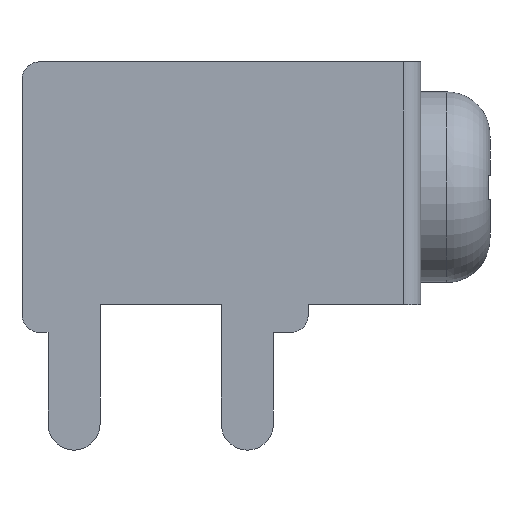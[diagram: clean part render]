
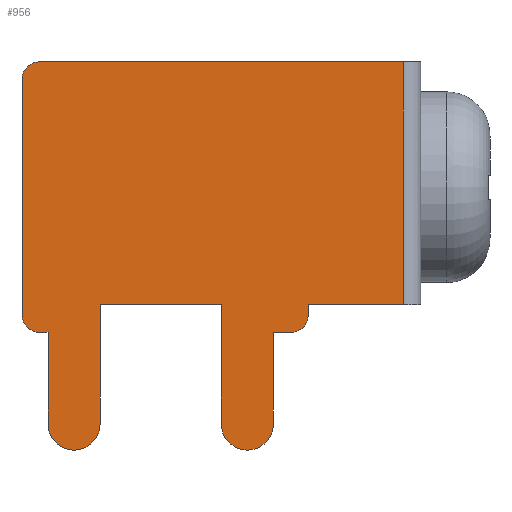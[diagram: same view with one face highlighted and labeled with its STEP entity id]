
A CAD part, left-side view. The second image highlights one B-rep face of the part: STEP entity #956.
In plain terms, the highlighted planar face has unit normal (-1, 0, 0).
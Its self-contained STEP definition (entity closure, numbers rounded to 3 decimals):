
#39=PLANE('',#1035);
#78=FACE_OUTER_BOUND('',#134,.T.);
#134=EDGE_LOOP('',(#674,#675,#676,#677,#678,#679,#680,#681,#682,#683,#684,
#685,#686,#687,#688,#689,#690));
#185=LINE('',#1409,#276);
#192=LINE('',#1424,#283);
#196=LINE('',#1443,#287);
#197=LINE('',#1447,#288);
#198=LINE('',#1449,#289);
#199=LINE('',#1453,#290);
#200=LINE('',#1455,#291);
#201=LINE('',#1457,#292);
#202=LINE('',#1461,#293);
#203=LINE('',#1463,#294);
#204=LINE('',#1467,#295);
#205=LINE('',#1468,#296);
#276=VECTOR('',#1130,10.);
#283=VECTOR('',#1141,10.);
#287=VECTOR('',#1161,10.);
#288=VECTOR('',#1164,10.);
#289=VECTOR('',#1165,10.);
#290=VECTOR('',#1168,10.);
#291=VECTOR('',#1169,10.);
#292=VECTOR('',#1170,10.);
#293=VECTOR('',#1173,10.);
#294=VECTOR('',#1174,10.);
#295=VECTOR('',#1177,10.);
#296=VECTOR('',#1178,10.);
#375=CIRCLE('',#1034,0.5);
#376=CIRCLE('',#1036,0.5);
#377=CIRCLE('',#1037,0.75);
#378=CIRCLE('',#1038,0.75);
#379=CIRCLE('',#1039,0.5);
#410=VERTEX_POINT('',#1406);
#411=VERTEX_POINT('',#1408);
#417=VERTEX_POINT('',#1422);
#423=VERTEX_POINT('',#1438);
#424=VERTEX_POINT('',#1442);
#425=VERTEX_POINT('',#1444);
#426=VERTEX_POINT('',#1446);
#427=VERTEX_POINT('',#1448);
#428=VERTEX_POINT('',#1450);
#429=VERTEX_POINT('',#1452);
#430=VERTEX_POINT('',#1454);
#431=VERTEX_POINT('',#1456);
#432=VERTEX_POINT('',#1458);
#433=VERTEX_POINT('',#1460);
#434=VERTEX_POINT('',#1462);
#435=VERTEX_POINT('',#1464);
#436=VERTEX_POINT('',#1466);
#507=EDGE_CURVE('',#410,#411,#185,.T.);
#515=EDGE_CURVE('',#410,#417,#192,.T.);
#523=EDGE_CURVE('',#423,#417,#375,.T.);
#524=EDGE_CURVE('',#423,#424,#196,.T.);
#525=EDGE_CURVE('',#425,#424,#376,.T.);
#526=EDGE_CURVE('',#425,#426,#197,.T.);
#527=EDGE_CURVE('',#426,#427,#198,.T.);
#528=EDGE_CURVE('',#428,#427,#377,.T.);
#529=EDGE_CURVE('',#428,#429,#199,.T.);
#530=EDGE_CURVE('',#429,#430,#200,.T.);
#531=EDGE_CURVE('',#430,#431,#201,.T.);
#532=EDGE_CURVE('',#432,#431,#378,.T.);
#533=EDGE_CURVE('',#432,#433,#202,.T.);
#534=EDGE_CURVE('',#433,#434,#203,.T.);
#535=EDGE_CURVE('',#435,#434,#379,.T.);
#536=EDGE_CURVE('',#435,#436,#204,.T.);
#537=EDGE_CURVE('',#436,#411,#205,.T.);
#674=ORIENTED_EDGE('',*,*,#507,.F.);
#675=ORIENTED_EDGE('',*,*,#515,.T.);
#676=ORIENTED_EDGE('',*,*,#523,.F.);
#677=ORIENTED_EDGE('',*,*,#524,.T.);
#678=ORIENTED_EDGE('',*,*,#525,.F.);
#679=ORIENTED_EDGE('',*,*,#526,.T.);
#680=ORIENTED_EDGE('',*,*,#527,.T.);
#681=ORIENTED_EDGE('',*,*,#528,.F.);
#682=ORIENTED_EDGE('',*,*,#529,.T.);
#683=ORIENTED_EDGE('',*,*,#530,.T.);
#684=ORIENTED_EDGE('',*,*,#531,.T.);
#685=ORIENTED_EDGE('',*,*,#532,.F.);
#686=ORIENTED_EDGE('',*,*,#533,.T.);
#687=ORIENTED_EDGE('',*,*,#534,.T.);
#688=ORIENTED_EDGE('',*,*,#535,.F.);
#689=ORIENTED_EDGE('',*,*,#536,.T.);
#690=ORIENTED_EDGE('',*,*,#537,.T.);
#956=ADVANCED_FACE('',(#78),#39,.T.);
#1034=AXIS2_PLACEMENT_3D('',#1440,#1157,#1158);
#1035=AXIS2_PLACEMENT_3D('',#1441,#1159,#1160);
#1036=AXIS2_PLACEMENT_3D('',#1445,#1162,#1163);
#1037=AXIS2_PLACEMENT_3D('',#1451,#1166,#1167);
#1038=AXIS2_PLACEMENT_3D('',#1459,#1171,#1172);
#1039=AXIS2_PLACEMENT_3D('',#1465,#1175,#1176);
#1130=DIRECTION('',(0.,0.,-1.));
#1141=DIRECTION('',(0.,1.,0.));
#1157=DIRECTION('center_axis',(1.,0.,0.));
#1158=DIRECTION('ref_axis',(0.,0.707,0.707));
#1159=DIRECTION('center_axis',(-1.,0.,0.));
#1160=DIRECTION('ref_axis',(0.,0.,1.));
#1161=DIRECTION('',(0.,0.,-1.));
#1162=DIRECTION('center_axis',(1.,0.,0.));
#1163=DIRECTION('ref_axis',(0.,0.707,-0.707));
#1164=DIRECTION('',(0.,-1.,0.));
#1165=DIRECTION('',(0.,0.,-1.));
#1166=DIRECTION('center_axis',(1.,0.,0.));
#1167=DIRECTION('ref_axis',(0.,-0.707,-0.707));
#1168=DIRECTION('',(0.,0.,1.));
#1169=DIRECTION('',(0.,-1.,0.));
#1170=DIRECTION('',(0.,0.,-1.));
#1171=DIRECTION('center_axis',(1.,0.,0.));
#1172=DIRECTION('ref_axis',(0.,-0.707,-0.707));
#1173=DIRECTION('',(0.,0.,1.));
#1174=DIRECTION('',(0.,-1.,0.));
#1175=DIRECTION('center_axis',(1.,0.,0.));
#1176=DIRECTION('ref_axis',(0.,-0.707,-0.707));
#1177=DIRECTION('',(0.,0.,1.));
#1178=DIRECTION('',(0.,-1.,0.));
#1406=CARTESIAN_POINT('',(-0.4,-4.5,7.8));
#1408=CARTESIAN_POINT('',(-0.4,-4.5,0.8));
#1409=CARTESIAN_POINT('',(-0.4,-4.5,5.));
#1422=CARTESIAN_POINT('',(-0.4,6.,7.8));
#1424=CARTESIAN_POINT('',(-0.4,6.5,7.8));
#1438=CARTESIAN_POINT('',(-0.4,6.5,7.3));
#1440=CARTESIAN_POINT('Origin',(-0.4,6.,7.3));
#1441=CARTESIAN_POINT('Origin',(-0.4,0.75,2.2));
#1442=CARTESIAN_POINT('',(-0.4,6.5,0.5));
#1443=CARTESIAN_POINT('',(-0.4,6.5,0.));
#1444=CARTESIAN_POINT('',(-0.4,6.,0.));
#1445=CARTESIAN_POINT('Origin',(-0.4,6.,0.5));
#1446=CARTESIAN_POINT('',(-0.4,5.75,0.));
#1447=CARTESIAN_POINT('',(-0.4,-5.,0.));
#1448=CARTESIAN_POINT('',(-0.4,5.75,-2.65));
#1449=CARTESIAN_POINT('',(-0.4,5.75,0.));
#1450=CARTESIAN_POINT('',(-0.4,4.25,-2.65));
#1451=CARTESIAN_POINT('Origin',(-0.4,5.,-2.65));
#1452=CARTESIAN_POINT('',(-0.4,4.25,0.8));
#1453=CARTESIAN_POINT('',(-0.4,4.25,0.));
#1454=CARTESIAN_POINT('',(-0.4,0.75,0.8));
#1455=CARTESIAN_POINT('',(-0.4,4.25,0.8));
#1456=CARTESIAN_POINT('',(-0.4,0.75,-2.65));
#1457=CARTESIAN_POINT('',(-0.4,0.75,0.));
#1458=CARTESIAN_POINT('',(-0.4,-0.75,-2.65));
#1459=CARTESIAN_POINT('Origin',(-0.4,0.,-2.65));
#1460=CARTESIAN_POINT('',(-0.4,-0.75,0.));
#1461=CARTESIAN_POINT('',(-0.4,-0.75,-3.4));
#1462=CARTESIAN_POINT('',(-0.4,-1.257,0.));
#1463=CARTESIAN_POINT('',(-0.4,-5.,0.));
#1464=CARTESIAN_POINT('',(-0.4,-1.757,0.5));
#1465=CARTESIAN_POINT('Origin',(-0.4,-1.257,0.5));
#1466=CARTESIAN_POINT('',(-0.4,-1.757,0.8));
#1467=CARTESIAN_POINT('',(-0.4,-1.757,0.));
#1468=CARTESIAN_POINT('',(-0.4,4.25,0.8));
